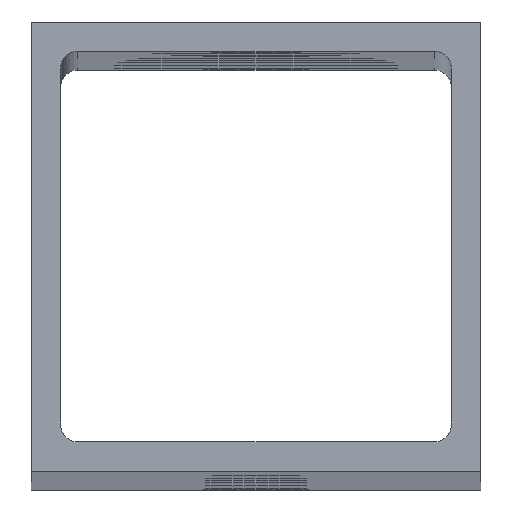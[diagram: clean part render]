
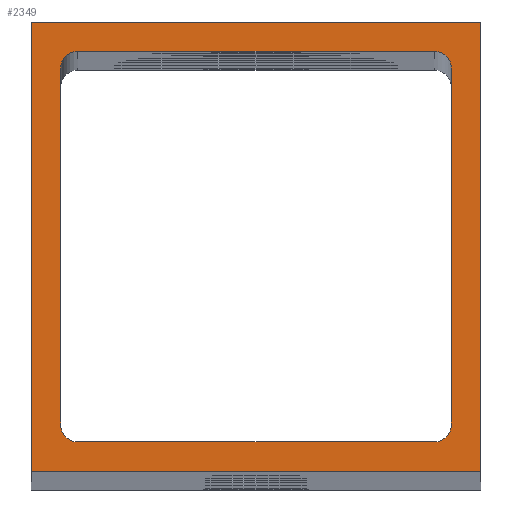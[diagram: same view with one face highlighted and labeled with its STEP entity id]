
A CAD part, top view. The second image highlights one B-rep face of the part: STEP entity #2349.
In plain terms, the highlighted planar face has unit normal (0, 0, 1).
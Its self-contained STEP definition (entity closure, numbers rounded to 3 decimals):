
#100 = CARTESIAN_POINT ( 'NONE',  ( -8.7, 8.7, 242. ) ) ;
#152 = EDGE_CURVE ( 'NONE', #2925, #3319, #3518, .T. ) ;
#164 = CARTESIAN_POINT ( 'NONE',  ( 0., 0., 242. ) ) ;
#231 = CARTESIAN_POINT ( 'NONE',  ( -10., 10., 242. ) ) ;
#453 = FACE_BOUND ( 'NONE', #1363, .T. ) ;
#457 = EDGE_CURVE ( 'NONE', #471, #3700, #2034, .T. ) ;
#471 = VERTEX_POINT ( 'NONE', #2597 ) ;
#482 = EDGE_CURVE ( 'NONE', #2598, #471, #845, .T. ) ;
#488 = CARTESIAN_POINT ( 'NONE',  ( -10., 10., 242. ) ) ;
#549 = CIRCLE ( 'NONE', #612, 0.75 ) ;
#563 = CARTESIAN_POINT ( 'NONE',  ( -7.95, 7.95, 242. ) ) ;
#569 = EDGE_CURVE ( 'NONE', #1905, #2598, #2644, .T. ) ;
#594 = VERTEX_POINT ( 'NONE', #2073 ) ;
#608 = VECTOR ( 'NONE', #3068, 1000. ) ;
#612 = AXIS2_PLACEMENT_3D ( 'NONE', #3449, #853, #2631 ) ;
#672 = CARTESIAN_POINT ( 'NONE',  ( -8.7, -7.95, 242. ) ) ;
#694 = CARTESIAN_POINT ( 'NONE',  ( -7.95, 8.7, 242. ) ) ;
#783 = LINE ( 'NONE', #1603, #608 ) ;
#845 = LINE ( 'NONE', #1430, #2636 ) ;
#853 = DIRECTION ( 'NONE',  ( 0., 0., -1. ) ) ;
#868 = VECTOR ( 'NONE', #2958, 1000. ) ;
#934 = ORIENTED_EDGE ( 'NONE', *, *, #569, .T. ) ;
#998 = CARTESIAN_POINT ( 'NONE',  ( -8.7, 8.7, 242. ) ) ;
#1008 = ORIENTED_EDGE ( 'NONE', *, *, #3070, .F. ) ;
#1009 = CARTESIAN_POINT ( 'NONE',  ( 8.7, 8.7, 242. ) ) ;
#1013 = CARTESIAN_POINT ( 'NONE',  ( 7.95, -8.7, 242. ) ) ;
#1054 = CARTESIAN_POINT ( 'NONE',  ( -10., -10., 242. ) ) ;
#1074 = ORIENTED_EDGE ( 'NONE', *, *, #152, .F. ) ;
#1124 = CARTESIAN_POINT ( 'NONE',  ( 7.95, 8.7, 242. ) ) ;
#1133 = DIRECTION ( 'NONE',  ( 0., 0., -1. ) ) ;
#1202 = CARTESIAN_POINT ( 'NONE',  ( 7.95, -7.95, 242. ) ) ;
#1220 = ORIENTED_EDGE ( 'NONE', *, *, #2517, .T. ) ;
#1252 = CARTESIAN_POINT ( 'NONE',  ( 10., -10., 242. ) ) ;
#1275 = VECTOR ( 'NONE', #2786, 1000. ) ;
#1332 = DIRECTION ( 'NONE',  ( 0., 0., 1. ) ) ;
#1333 = CIRCLE ( 'NONE', #3170, 0.75 ) ;
#1350 = CARTESIAN_POINT ( 'NONE',  ( 8.7, 7.95, 242. ) ) ;
#1363 = EDGE_LOOP ( 'NONE', ( #1074, #1440, #1008, #1220, #2102, #3195, #2387, #2437 ) ) ;
#1386 = CIRCLE ( 'NONE', #2131, 0.75 ) ;
#1408 = CARTESIAN_POINT ( 'NONE',  ( -7.95, -7.95, 242. ) ) ;
#1430 = CARTESIAN_POINT ( 'NONE',  ( 10., 10., 242. ) ) ;
#1440 = ORIENTED_EDGE ( 'NONE', *, *, #2021, .T. ) ;
#1494 = EDGE_LOOP ( 'NONE', ( #2613, #2074, #3710, #934 ) ) ;
#1594 = VERTEX_POINT ( 'NONE', #1124 ) ;
#1603 = CARTESIAN_POINT ( 'NONE',  ( -10., 10., 242. ) ) ;
#1616 = PLANE ( 'NONE',  #3667 ) ;
#1633 = AXIS2_PLACEMENT_3D ( 'NONE', #1408, #2853, #3798 ) ;
#1721 = DIRECTION ( 'NONE',  ( -1., 0., 0. ) ) ;
#1726 = DIRECTION ( 'NONE',  ( 1., 0., 0. ) ) ;
#1774 = DIRECTION ( 'NONE',  ( 1., 0., 0. ) ) ;
#1905 = VERTEX_POINT ( 'NONE', #1054 ) ;
#2021 = EDGE_CURVE ( 'NONE', #2925, #3781, #2988, .T. ) ;
#2034 = LINE ( 'NONE', #231, #3808 ) ;
#2073 = CARTESIAN_POINT ( 'NONE',  ( 8.7, -7.95, 242. ) ) ;
#2074 = ORIENTED_EDGE ( 'NONE', *, *, #457, .T. ) ;
#2102 = ORIENTED_EDGE ( 'NONE', *, *, #2709, .F. ) ;
#2126 = LINE ( 'NONE', #998, #3613 ) ;
#2131 = AXIS2_PLACEMENT_3D ( 'NONE', #1202, #2426, #1774 ) ;
#2145 = CARTESIAN_POINT ( 'NONE',  ( -8.7, 7.95, 242. ) ) ;
#2148 = EDGE_CURVE ( 'NONE', #594, #3319, #1386, .T. ) ;
#2321 = VERTEX_POINT ( 'NONE', #1350 ) ;
#2349 = ADVANCED_FACE ( 'NONE', ( #3083, #453 ), #1616, .T. ) ;
#2369 = DIRECTION ( 'NONE',  ( 0., -1., 0. ) ) ;
#2387 = ORIENTED_EDGE ( 'NONE', *, *, #2707, .F. ) ;
#2426 = DIRECTION ( 'NONE',  ( 0., 0., -1. ) ) ;
#2437 = ORIENTED_EDGE ( 'NONE', *, *, #2148, .T. ) ;
#2492 = LINE ( 'NONE', #1009, #1275 ) ;
#2497 = DIRECTION ( 'NONE',  ( 1., 0., 0. ) ) ;
#2507 = VECTOR ( 'NONE', #3228, 1000. ) ;
#2517 = EDGE_CURVE ( 'NONE', #3064, #3741, #1333, .T. ) ;
#2563 = DIRECTION ( 'NONE',  ( 0., 1., 0. ) ) ;
#2597 = CARTESIAN_POINT ( 'NONE',  ( 10., 10., 242. ) ) ;
#2598 = VERTEX_POINT ( 'NONE', #1252 ) ;
#2613 = ORIENTED_EDGE ( 'NONE', *, *, #482, .T. ) ;
#2631 = DIRECTION ( 'NONE',  ( 1., 0., 0. ) ) ;
#2636 = VECTOR ( 'NONE', #2563, 1000. ) ;
#2644 = LINE ( 'NONE', #3555, #868 ) ;
#2707 = EDGE_CURVE ( 'NONE', #594, #2321, #2492, .T. ) ;
#2709 = EDGE_CURVE ( 'NONE', #1594, #3741, #2772, .T. ) ;
#2772 = LINE ( 'NONE', #100, #3481 ) ;
#2786 = DIRECTION ( 'NONE',  ( 0., 1., 0. ) ) ;
#2853 = DIRECTION ( 'NONE',  ( 0., 0., -1. ) ) ;
#2925 = VERTEX_POINT ( 'NONE', #3220 ) ;
#2958 = DIRECTION ( 'NONE',  ( 1., 0., 0. ) ) ;
#2988 = CIRCLE ( 'NONE', #1633, 0.75 ) ;
#3064 = VERTEX_POINT ( 'NONE', #2145 ) ;
#3068 = DIRECTION ( 'NONE',  ( 0., -1., 0. ) ) ;
#3070 = EDGE_CURVE ( 'NONE', #3064, #3781, #2126, .T. ) ;
#3083 = FACE_OUTER_BOUND ( 'NONE', #1494, .T. ) ;
#3170 = AXIS2_PLACEMENT_3D ( 'NONE', #563, #1133, #1726 ) ;
#3195 = ORIENTED_EDGE ( 'NONE', *, *, #3347, .T. ) ;
#3220 = CARTESIAN_POINT ( 'NONE',  ( -7.95, -8.7, 242. ) ) ;
#3224 = EDGE_CURVE ( 'NONE', #3700, #1905, #783, .T. ) ;
#3228 = DIRECTION ( 'NONE',  ( 1., 0., 0. ) ) ;
#3319 = VERTEX_POINT ( 'NONE', #1013 ) ;
#3347 = EDGE_CURVE ( 'NONE', #1594, #2321, #549, .T. ) ;
#3449 = CARTESIAN_POINT ( 'NONE',  ( 7.95, 7.95, 242. ) ) ;
#3481 = VECTOR ( 'NONE', #3640, 1000. ) ;
#3518 = LINE ( 'NONE', #3560, #2507 ) ;
#3555 = CARTESIAN_POINT ( 'NONE',  ( -10., -10., 242. ) ) ;
#3560 = CARTESIAN_POINT ( 'NONE',  ( -8.7, -8.7, 242. ) ) ;
#3613 = VECTOR ( 'NONE', #2369, 1000. ) ;
#3640 = DIRECTION ( 'NONE',  ( -1., 0., 0. ) ) ;
#3667 = AXIS2_PLACEMENT_3D ( 'NONE', #164, #1332, #2497 ) ;
#3700 = VERTEX_POINT ( 'NONE', #488 ) ;
#3710 = ORIENTED_EDGE ( 'NONE', *, *, #3224, .T. ) ;
#3741 = VERTEX_POINT ( 'NONE', #694 ) ;
#3781 = VERTEX_POINT ( 'NONE', #672 ) ;
#3798 = DIRECTION ( 'NONE',  ( 1., 0., 0. ) ) ;
#3808 = VECTOR ( 'NONE', #1721, 1000. ) ;
